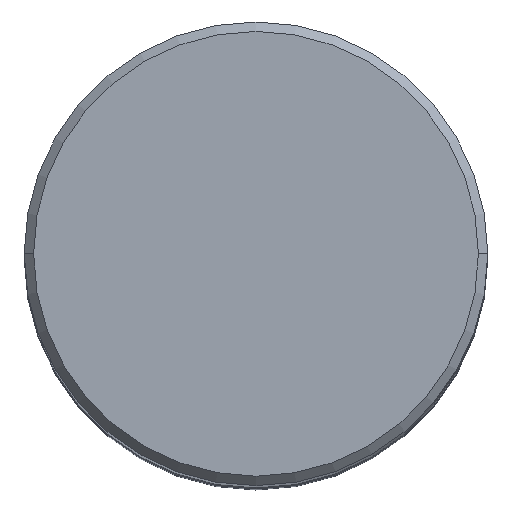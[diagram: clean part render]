
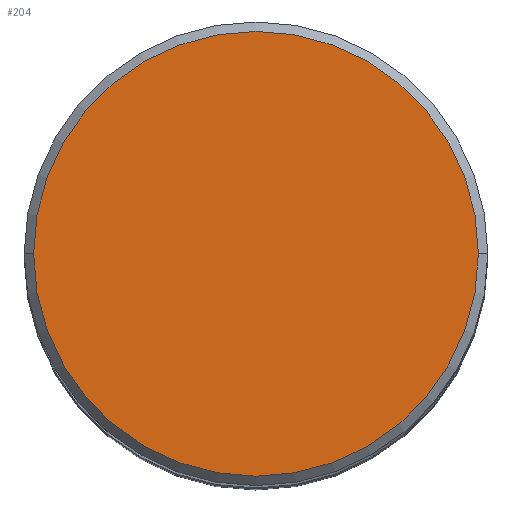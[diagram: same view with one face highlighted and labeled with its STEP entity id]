
A CAD part, top view. The second image highlights one B-rep face of the part: STEP entity #204.
In plain terms, the highlighted planar face has unit normal (0, 0, 1).
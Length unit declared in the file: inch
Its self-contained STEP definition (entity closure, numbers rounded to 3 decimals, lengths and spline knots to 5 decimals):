
#7 = DIRECTION ( 'NONE',  ( 0., 0., -1. ) ) ;
#11 = CARTESIAN_POINT ( 'NONE',  ( -0.47215, 0., 0. ) ) ;
#37 = AXIS2_PLACEMENT_3D ( 'NONE', #524, #7, #165 ) ;
#39 = VERTEX_POINT ( 'NONE', #156 ) ;
#48 = CIRCLE ( 'NONE', #392, 0.47215 ) ;
#156 = CARTESIAN_POINT ( 'NONE',  ( 0.47215, 0., 0. ) ) ;
#163 = ORIENTED_EDGE ( 'NONE', *, *, #200, .T. ) ;
#165 = DIRECTION ( 'NONE',  ( -1., 0., 0. ) ) ;
#199 = EDGE_LOOP ( 'NONE', ( #473, #163 ) ) ;
#200 = EDGE_CURVE ( 'NONE', #39, #508, #285, .T. ) ;
#203 = CARTESIAN_POINT ( 'NONE',  ( 0., 0., 0. ) ) ;
#204 = ADVANCED_FACE ( 'NONE', ( #215 ), #205, .F. ) ;
#205 = PLANE ( 'NONE',  #37 ) ;
#215 = FACE_OUTER_BOUND ( 'NONE', #199, .T. ) ;
#235 = AXIS2_PLACEMENT_3D ( 'NONE', #424, #292, #379 ) ;
#285 = CIRCLE ( 'NONE', #235, 0.47215 ) ;
#292 = DIRECTION ( 'NONE',  ( 0., 0., 1. ) ) ;
#361 = EDGE_CURVE ( 'NONE', #508, #39, #48, .T. ) ;
#379 = DIRECTION ( 'NONE',  ( 1., 0., 0. ) ) ;
#392 = AXIS2_PLACEMENT_3D ( 'NONE', #203, #511, #422 ) ;
#422 = DIRECTION ( 'NONE',  ( 1., 0., 0. ) ) ;
#424 = CARTESIAN_POINT ( 'NONE',  ( 0., 0., 0. ) ) ;
#473 = ORIENTED_EDGE ( 'NONE', *, *, #361, .T. ) ;
#508 = VERTEX_POINT ( 'NONE', #11 ) ;
#511 = DIRECTION ( 'NONE',  ( 0., 0., 1. ) ) ;
#524 = CARTESIAN_POINT ( 'NONE',  ( 0., 0.47215, 0. ) ) ;
